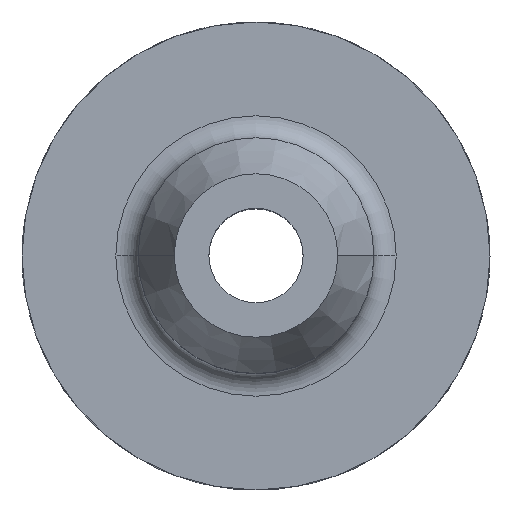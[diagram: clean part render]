
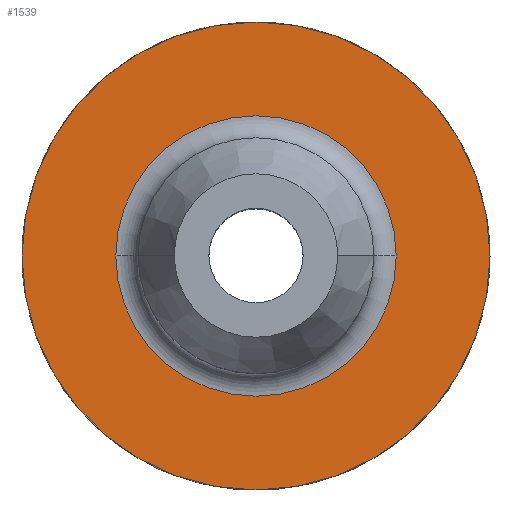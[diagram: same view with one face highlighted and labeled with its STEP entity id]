
A CAD part, top view. The second image highlights one B-rep face of the part: STEP entity #1539.
In plain terms, the highlighted planar face has unit normal (0, 0, 1).
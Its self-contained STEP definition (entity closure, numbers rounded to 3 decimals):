
#45 = CARTESIAN_POINT ( 'NONE',  ( 0., 0., 27. ) ) ;
#67 = CIRCLE ( 'NONE', #196, 31.5 ) ;
#97 = ORIENTED_EDGE ( 'NONE', *, *, #695, .T. ) ;
#165 = DIRECTION ( 'NONE',  ( -1., 0., 0. ) ) ;
#176 = DIRECTION ( 'NONE',  ( 0., 0., -1. ) ) ;
#183 = DIRECTION ( 'NONE',  ( -1., 0., 0. ) ) ;
#196 = AXIS2_PLACEMENT_3D ( 'NONE', #888, #762, #1254 ) ;
#367 = VERTEX_POINT ( 'NONE', #1019 ) ;
#375 = DIRECTION ( 'NONE',  ( 0., 0., -1. ) ) ;
#379 = DIRECTION ( 'NONE',  ( -1., 0., 0. ) ) ;
#426 = VERTEX_POINT ( 'NONE', #1302 ) ;
#463 = EDGE_LOOP ( 'NONE', ( #1355, #586 ) ) ;
#524 = PLANE ( 'NONE',  #1545 ) ;
#545 = CIRCLE ( 'NONE', #1235, 31.5 ) ;
#586 = ORIENTED_EDGE ( 'NONE', *, *, #1485, .F. ) ;
#677 = EDGE_CURVE ( 'NONE', #1403, #367, #1070, .T. ) ;
#680 = CIRCLE ( 'NONE', #1083, 18.875 ) ;
#695 = EDGE_CURVE ( 'NONE', #367, #1403, #680, .T. ) ;
#762 = DIRECTION ( 'NONE',  ( 0., 0., -1. ) ) ;
#883 = DIRECTION ( 'NONE',  ( 0., 0., -1. ) ) ;
#888 = CARTESIAN_POINT ( 'NONE',  ( 0., 0., 27. ) ) ;
#897 = ORIENTED_EDGE ( 'NONE', *, *, #677, .T. ) ;
#909 = AXIS2_PLACEMENT_3D ( 'NONE', #1399, #1501, #183 ) ;
#922 = CARTESIAN_POINT ( 'NONE',  ( -31.5, 0., 27. ) ) ;
#1019 = CARTESIAN_POINT ( 'NONE',  ( 18.875, 0., 27. ) ) ;
#1026 = DIRECTION ( 'NONE',  ( -1., 0., 0. ) ) ;
#1070 = CIRCLE ( 'NONE', #909, 18.875 ) ;
#1083 = AXIS2_PLACEMENT_3D ( 'NONE', #45, #883, #165 ) ;
#1108 = CARTESIAN_POINT ( 'NONE',  ( 0., 0., 27. ) ) ;
#1136 = VERTEX_POINT ( 'NONE', #922 ) ;
#1205 = FACE_OUTER_BOUND ( 'NONE', #463, .T. ) ;
#1235 = AXIS2_PLACEMENT_3D ( 'NONE', #1108, #375, #379 ) ;
#1254 = DIRECTION ( 'NONE',  ( -1., 0., 0. ) ) ;
#1296 = EDGE_LOOP ( 'NONE', ( #897, #97 ) ) ;
#1302 = CARTESIAN_POINT ( 'NONE',  ( 31.5, 0., 27. ) ) ;
#1355 = ORIENTED_EDGE ( 'NONE', *, *, #1425, .F. ) ;
#1359 = CARTESIAN_POINT ( 'NONE',  ( -18.875, 0., 27. ) ) ;
#1399 = CARTESIAN_POINT ( 'NONE',  ( 0., 0., 27. ) ) ;
#1403 = VERTEX_POINT ( 'NONE', #1359 ) ;
#1425 = EDGE_CURVE ( 'NONE', #1136, #426, #545, .T. ) ;
#1457 = FACE_BOUND ( 'NONE', #1296, .T. ) ;
#1485 = EDGE_CURVE ( 'NONE', #426, #1136, #67, .T. ) ;
#1501 = DIRECTION ( 'NONE',  ( 0., 0., -1. ) ) ;
#1502 = CARTESIAN_POINT ( 'NONE',  ( 0., 31.5, 27. ) ) ;
#1539 = ADVANCED_FACE ( 'NONE', ( #1457, #1205 ), #524, .F. ) ;
#1545 = AXIS2_PLACEMENT_3D ( 'NONE', #1502, #176, #1026 ) ;
